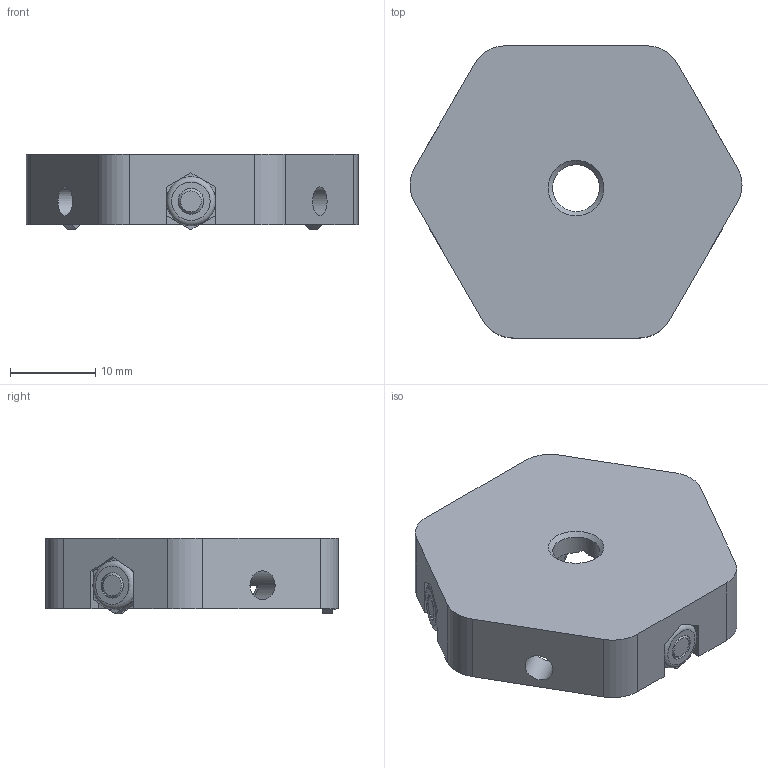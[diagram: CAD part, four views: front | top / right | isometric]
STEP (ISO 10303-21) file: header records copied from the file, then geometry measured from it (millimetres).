
FILE_DESCRIPTION(/* description */ (''),/* implementation_level */ '2;1');
FILE_NAME(/* name */ 'Top Hat.step',/* time_stamp */ '2021-06-01T17:02:01-07:00',/* author */ (''),/* organization */ (''),/* preprocessor_version */ 'ST-DEVELOPER v18.1',/* originating_system */ 'Autodesk Translation Framework v10.9.0.1377',/* authorisation */ '');
FILE_SCHEMA (('AUTOMOTIVE_DESIGN { 1 0 10303 214 3 1 1 }'));
Length unit declared in the file: millimetre
Products named in the file (6): Top Hat; Generic Hat; KinMount Hardware Hat; KinNut; KinBoltShort; HDK
Assembly tree (9 placements, depth 3):
  Top Hat
    Generic Hat
    KinMount Hardware Hat
      KinNut  x3
      KinBoltShort  x3
    HDK
Bounding box: 38.85 x 34.2 x 8.82 mm (x, y, z)
Volume: 6188.9 mm3; surface area: 4404.8 mm2
Topology: 7 solids, 7 shells, 166 faces, 416 edges, 267 vertices
Faces by surface type: plane 116, cylinder 37, cone 10, torus 3
Full cylindrical faces by diameter (mm): 3 x6, 3.4 x6, 5.5 x4
Entity records: 3594 total; most frequent: CARTESIAN_POINT 681, DIRECTION 600, ORIENTED_EDGE 568, EDGE_CURVE 284, AXIS2_PLACEMENT_3D 206, LINE 188, VECTOR 188, VERTEX_POINT 185
